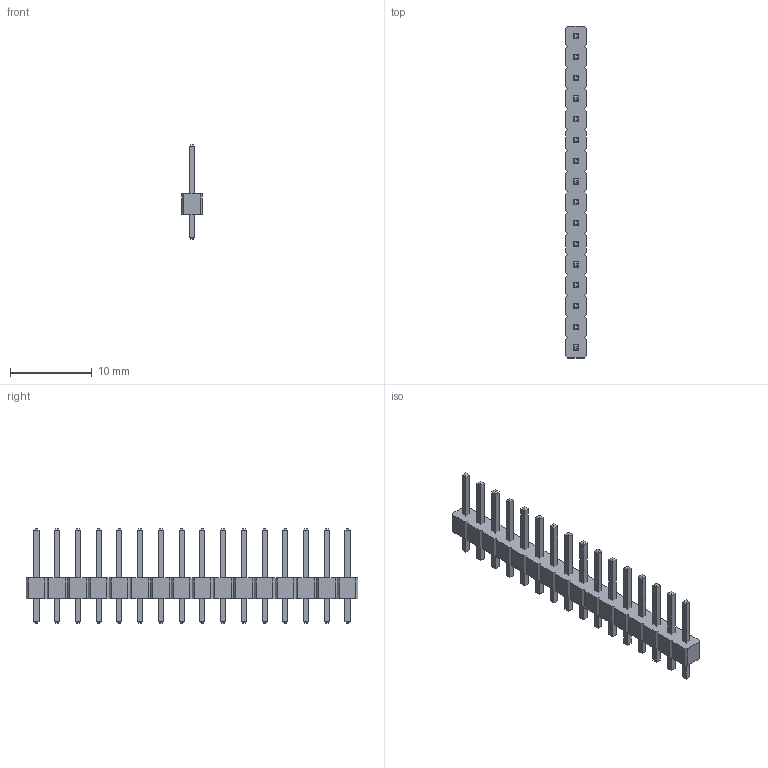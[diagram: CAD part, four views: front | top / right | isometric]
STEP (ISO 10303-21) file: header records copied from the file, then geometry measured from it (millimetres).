
FILE_DESCRIPTION(/* description */ ('model of PinHeader_1x16_P2.54mm_Vertical'),/* implementation_level */ '2;1');
FILE_NAME(/* name */ 'PinHeader_1x16_P2.54mm_Vertical.step',/* time_stamp */ '2018-01-24T12:14:08',/* author */ ('kicad StepUp','ksu'),/* organization */ ('FreeCAD'),/* preprocessor_version */ 'OCC',/* originating_system */ 'kicad StepUp',/* authorisation */ '');
FILE_SCHEMA(('AUTOMOTIVE_DESIGN { 1 0 10303 214 1 1 1 1 }'));
Length unit declared in the file: millimetre
Products named in the file (2): PinHeader_1x16_P254mm_Vertical; Shape0_227651712782
Bounding box: 2.54 x 40.64 x 11.54 mm (x, y, z)
Volume: 331.7 mm3; surface area: 912.9 mm2
Topology: 17 solids, 17 shells, 324 faces, 742 edges, 452 vertices
Faces by surface type: plane 324
Entity records: 5717 total; most frequent: ORIENTED_EDGE 1162, CARTESIAN_POINT 855, EDGE_CURVE 742, LINE 742, VERTEX_POINT 452, AXIS2_PLACEMENT_3D 325, ADVANCED_FACE 324, FACE_BOUND 324
